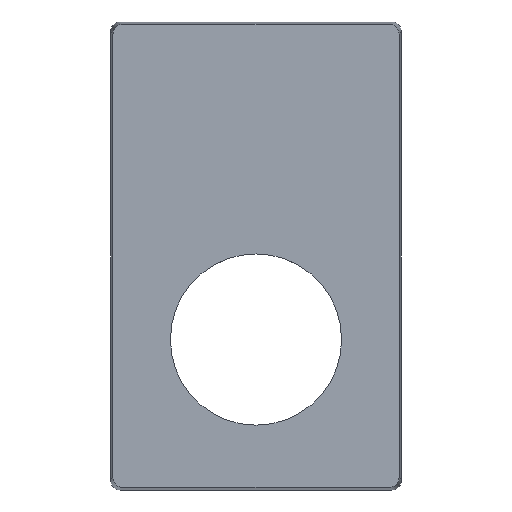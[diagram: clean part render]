
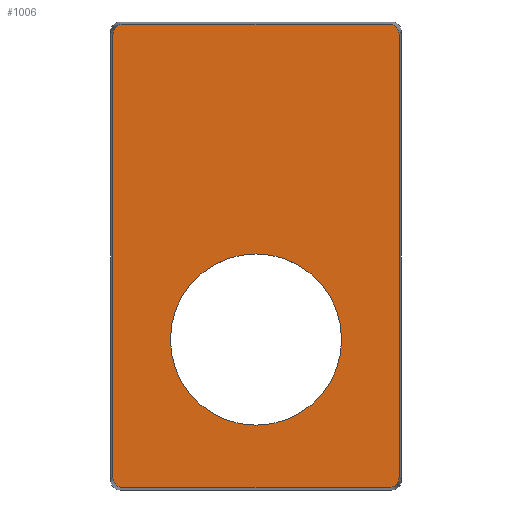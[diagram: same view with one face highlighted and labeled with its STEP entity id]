
A CAD part, top view. The second image highlights one B-rep face of the part: STEP entity #1006.
In plain terms, the highlighted planar face has unit normal (0, 0, 1).
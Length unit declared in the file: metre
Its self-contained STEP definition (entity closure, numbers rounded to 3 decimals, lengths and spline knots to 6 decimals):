
#39=CIRCLE('',#1090,0.022);
#49=ELLIPSE('',#1091,0.002503,0.0025);
#50=ELLIPSE('',#1092,0.002503,0.0025);
#51=ELLIPSE('',#1093,0.002503,0.0025);
#52=ELLIPSE('',#1094,0.002503,0.0025);
#121=ORIENTED_EDGE('',*,*,#408,.F.);
#122=ORIENTED_EDGE('',*,*,#397,.F.);
#123=ORIENTED_EDGE('',*,*,#409,.T.);
#124=ORIENTED_EDGE('',*,*,#399,.T.);
#125=ORIENTED_EDGE('',*,*,#410,.T.);
#126=ORIENTED_EDGE('',*,*,#403,.T.);
#127=ORIENTED_EDGE('',*,*,#411,.T.);
#128=ORIENTED_EDGE('',*,*,#406,.F.);
#129=ORIENTED_EDGE('',*,*,#412,.T.);
#397=EDGE_CURVE('',#541,#542,#629,.T.);
#399=EDGE_CURVE('',#543,#544,#631,.F.);
#403=EDGE_CURVE('',#546,#545,#635,.F.);
#406=EDGE_CURVE('',#547,#548,#638,.T.);
#408=EDGE_CURVE('',#549,#549,#39,.T.);
#409=EDGE_CURVE('',#541,#543,#49,.T.);
#410=EDGE_CURVE('',#544,#546,#50,.T.);
#411=EDGE_CURVE('',#545,#548,#51,.T.);
#412=EDGE_CURVE('',#547,#542,#52,.T.);
#541=VERTEX_POINT('',#1543);
#542=VERTEX_POINT('',#1545);
#543=VERTEX_POINT('',#1549);
#544=VERTEX_POINT('',#1550);
#545=VERTEX_POINT('',#1555);
#546=VERTEX_POINT('',#1557);
#547=VERTEX_POINT('',#1561);
#548=VERTEX_POINT('',#1563);
#549=VERTEX_POINT('',#1567);
#629=LINE('',#1544,#733);
#631=LINE('',#1548,#735);
#635=LINE('',#1556,#739);
#638=LINE('',#1562,#742);
#733=VECTOR('',#1219,1.);
#735=VECTOR('',#1223,1.);
#739=VECTOR('',#1229,1.);
#742=VECTOR('',#1234,1.);
#829=EDGE_LOOP('',(#121));
#830=EDGE_LOOP('',(#122,#123,#124,#125,#126,#127,#128,#129));
#901=FACE_BOUND('',#829,.T.);
#902=FACE_BOUND('',#830,.T.);
#971=PLANE('',#1089);
#1006=ADVANCED_FACE('',(#901,#902),#971,.T.);
#1089=AXIS2_PLACEMENT_3D('',#1565,#1236,#1237);
#1090=AXIS2_PLACEMENT_3D('',#1566,#1238,#1239);
#1091=AXIS2_PLACEMENT_3D('',#1568,#1240,#1241);
#1092=AXIS2_PLACEMENT_3D('',#1569,#1242,#1243);
#1093=AXIS2_PLACEMENT_3D('',#1570,#1244,#1245);
#1094=AXIS2_PLACEMENT_3D('',#1571,#1246,#1247);
#1219=DIRECTION('',(1.,0.,0.));
#1223=DIRECTION('',(0.,1.,0.));
#1229=DIRECTION('',(-1.,0.,0.));
#1234=DIRECTION('',(0.,-1.,0.));
#1236=DIRECTION('',(0.,0.,1.));
#1237=DIRECTION('',(1.,0.,0.));
#1238=DIRECTION('',(0.,0.,1.));
#1239=DIRECTION('',(1.,0.,0.));
#1240=DIRECTION('',(0.,0.,1.));
#1241=DIRECTION('',(-0.707,0.707,0.));
#1242=DIRECTION('',(0.,0.,1.));
#1243=DIRECTION('',(-0.707,-0.707,0.));
#1244=DIRECTION('',(0.,0.,1.));
#1245=DIRECTION('',(0.707,-0.707,0.));
#1246=DIRECTION('',(0.,0.,1.));
#1247=DIRECTION('',(0.707,0.707,0.));
#1543=CARTESIAN_POINT('',(-0.034248,0.059496,0.018));
#1544=CARTESIAN_POINT('',(0.,0.059496,0.018));
#1545=CARTESIAN_POINT('',(0.034248,0.059496,0.018));
#1548=CARTESIAN_POINT('',(-0.036746,0.060125,0.018));
#1549=CARTESIAN_POINT('',(-0.036746,0.056998,0.018));
#1550=CARTESIAN_POINT('',(-0.036746,-0.056998,0.018));
#1555=CARTESIAN_POINT('',(0.034248,-0.059496,0.018));
#1556=CARTESIAN_POINT('',(0.,-0.059496,0.018));
#1557=CARTESIAN_POINT('',(-0.034248,-0.059496,0.018));
#1561=CARTESIAN_POINT('',(0.036746,0.056998,0.018));
#1562=CARTESIAN_POINT('',(0.036746,0.060125,0.018));
#1563=CARTESIAN_POINT('',(0.036746,-0.056998,0.018));
#1565=CARTESIAN_POINT('',(0.,0.,0.018));
#1566=CARTESIAN_POINT('',(0.,-0.021496,0.018));
#1567=CARTESIAN_POINT('',(0.022,-0.021496,0.018));
#1568=CARTESIAN_POINT('',(-0.034245,0.056995,0.018));
#1569=CARTESIAN_POINT('',(-0.034245,-0.056995,0.018));
#1570=CARTESIAN_POINT('',(0.034245,-0.056995,0.018));
#1571=CARTESIAN_POINT('',(0.034245,0.056995,0.018));
